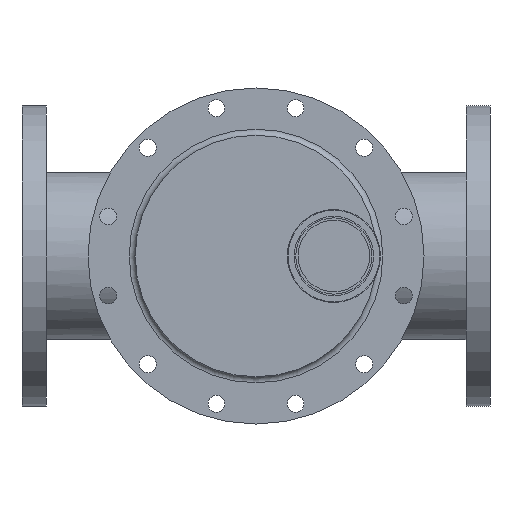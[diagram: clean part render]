
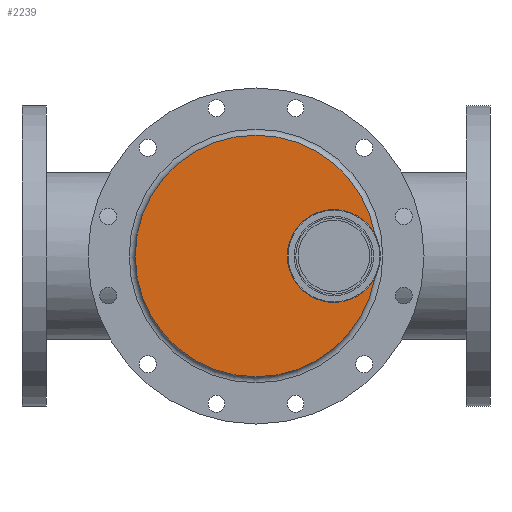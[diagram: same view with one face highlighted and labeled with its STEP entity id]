
A CAD part, left-side view. The second image highlights one B-rep face of the part: STEP entity #2239.
In plain terms, the highlighted planar face has unit normal (-1, 0, 0).
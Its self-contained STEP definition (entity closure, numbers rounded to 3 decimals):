
#101=FACE_BOUND('',#492,.T.);
#193=PLANE('',#2562);
#305=FACE_OUTER_BOUND('',#491,.T.);
#491=EDGE_LOOP('',(#1927));
#492=EDGE_LOOP('',(#1928));
#925=CIRCLE('',#2510,31.75);
#950=CIRCLE('',#2561,100.65);
#1115=VERTEX_POINT('',#3765);
#1148=VERTEX_POINT('',#4138);
#1386=EDGE_CURVE('',#1115,#1115,#925,.T.);
#1435=EDGE_CURVE('',#1148,#1148,#950,.T.);
#1927=ORIENTED_EDGE('',*,*,#1435,.T.);
#1928=ORIENTED_EDGE('',*,*,#1386,.T.);
#2239=ADVANCED_FACE('',(#305,#101),#193,.T.);
#2510=AXIS2_PLACEMENT_3D('',#3766,#3128,#3129);
#2561=AXIS2_PLACEMENT_3D('',#4139,#3245,#3246);
#2562=AXIS2_PLACEMENT_3D('',#4141,#3248,#3249);
#3128=DIRECTION('center_axis',(1.,0.,0.));
#3129=DIRECTION('ref_axis',(0.,-1.,0.));
#3245=DIRECTION('center_axis',(-1.,0.,0.));
#3246=DIRECTION('ref_axis',(0.,0.,1.));
#3248=DIRECTION('center_axis',(-1.,0.,0.));
#3249=DIRECTION('ref_axis',(0.,0.,1.));
#3765=CARTESIAN_POINT('',(-1042.,-33.15,0.));
#3766=CARTESIAN_POINT('Origin',(-1042.,-64.9,0.));
#4138=CARTESIAN_POINT('',(-1042.,-100.65,0.));
#4139=CARTESIAN_POINT('Origin',(-1042.,0.,0.));
#4141=CARTESIAN_POINT('Origin',(-1042.,0.,0.));
